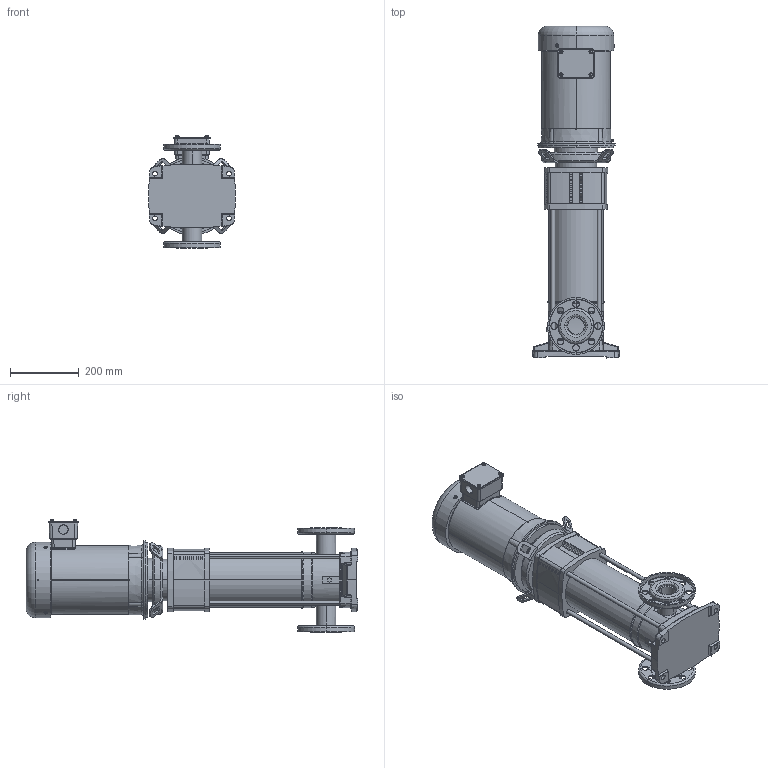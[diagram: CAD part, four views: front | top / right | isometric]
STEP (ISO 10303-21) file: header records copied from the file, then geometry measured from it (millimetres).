
FILE_DESCRIPTION (( 'STEP AP203' ), '1' );
FILE_NAME ('HELIX V50-06_575V.step', '2017-10-26T18:13:29', ( '' ), ( '' ), 'SwSTEP 2.0', 'SolidWorks 2017', '' );
FILE_SCHEMA (( 'CONFIG_CONTROL_DESIGN' ));
Length unit declared in the file: inch
Products named in the file (5): HELIX V50-06; ANSI Flange 2 IN; Helix Base 50-80; HELIX V50-06_575V; BALDOR NEMA V2 5HP_16
Assembly tree (5 placements, depth 2):
  HELIX V50-06_575V
    HELIX V50-06
    BALDOR NEMA V2 5HP_16
    ANSI Flange 2 IN  x2
    Helix Base 50-80
Bounding box: 251.48 x 963.11 x 325.21 mm (x, y, z)
Volume: 12203572.8 mm3; surface area: 1273512.5 mm2
Topology: 4 solids, 7 shells, 2269 faces, 5911 edges, 3851 vertices
Faces by surface type: plane 1068, cylinder 843, cone 110, sphere 99, torus 79, bspline 70
Entity records: 74732 total; most frequent: CARTESIAN_POINT 18301, DIRECTION 11997, ORIENTED_EDGE 11560, EDGE_CURVE 5787, AXIS2_PLACEMENT_3D 4437, VERTEX_POINT 3777, LINE 3123, VECTOR 3123
